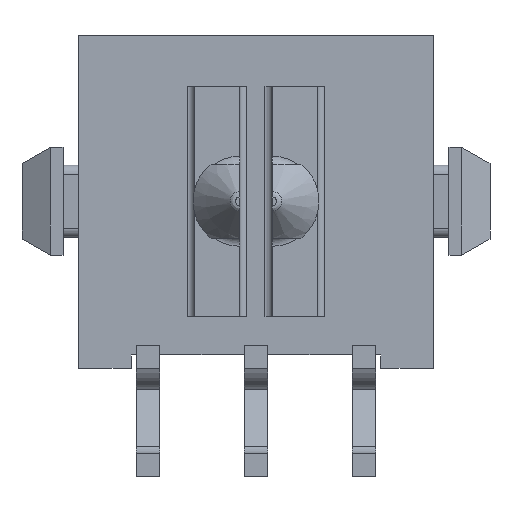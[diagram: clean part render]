
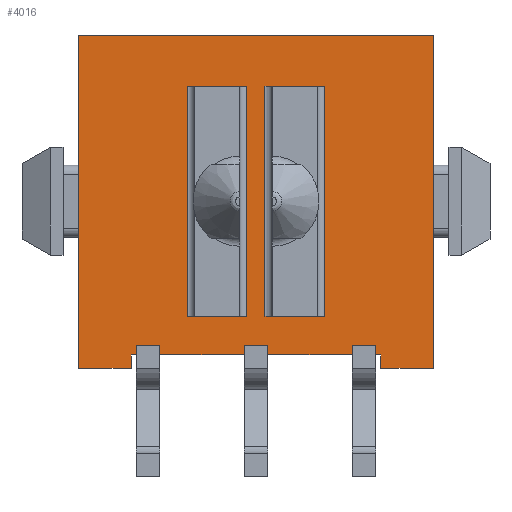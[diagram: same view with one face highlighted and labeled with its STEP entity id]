
A CAD part, front view. The second image highlights one B-rep face of the part: STEP entity #4016.
In plain terms, the highlighted planar face has unit normal (0, -1, 0).
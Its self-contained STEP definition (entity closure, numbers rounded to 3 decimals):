
#142=DIRECTION('',(-1.,0.,0.));
#143=VECTOR('',#142,9.86);
#144=CARTESIAN_POINT('',(4.93,-3.43,0.));
#145=LINE('',#144,#143);
#426=DIRECTION('',(0.,0.,-1.));
#427=VECTOR('',#426,6.4);
#428=CARTESIAN_POINT('',(-1.9,-3.43,-1.4));
#429=LINE('',#428,#427);
#430=DIRECTION('',(0.,0.,1.));
#431=VECTOR('',#430,6.4);
#432=CARTESIAN_POINT('',(-0.25,-3.43,-7.8));
#433=LINE('',#432,#431);
#434=DIRECTION('',(0.,0.,-1.));
#435=VECTOR('',#434,6.4);
#436=CARTESIAN_POINT('',(0.25,-3.43,-1.4));
#437=LINE('',#436,#435);
#438=DIRECTION('',(0.,0.,1.));
#439=VECTOR('',#438,6.4);
#440=CARTESIAN_POINT('',(1.9,-3.43,-7.8));
#441=LINE('',#440,#439);
#442=DIRECTION('',(0.,0.,1.));
#443=VECTOR('',#442,0.045);
#444=CARTESIAN_POINT('',(-2.68,-3.43,-8.87));
#445=LINE('',#444,#443);
#446=DIRECTION('',(-1.,0.,0.));
#447=VECTOR('',#446,0.64);
#448=CARTESIAN_POINT('',(-2.68,-3.43,-8.825));
#449=LINE('',#448,#447);
#450=DIRECTION('',(0.,0.,1.));
#451=VECTOR('',#450,0.045);
#452=CARTESIAN_POINT('',(-3.32,-3.43,-8.87));
#453=LINE('',#452,#451);
#454=DIRECTION('',(1.,0.,0.));
#455=VECTOR('',#454,0.145);
#456=CARTESIAN_POINT('',(-3.465,-3.43,-8.87));
#457=LINE('',#456,#455);
#458=DIRECTION('',(0.,0.,1.));
#459=VECTOR('',#458,0.37);
#460=CARTESIAN_POINT('',(-3.465,-3.43,-9.24));
#461=LINE('',#460,#459);
#462=DIRECTION('',(0.,0.,1.));
#463=VECTOR('',#462,9.24);
#464=CARTESIAN_POINT('',(-4.93,-3.43,-9.24));
#465=LINE('',#464,#463);
#466=DIRECTION('',(0.,0.,-1.));
#467=VECTOR('',#466,9.24);
#468=CARTESIAN_POINT('',(4.93,-3.43,0.));
#469=LINE('',#468,#467);
#470=DIRECTION('',(0.,0.,1.));
#471=VECTOR('',#470,0.37);
#472=CARTESIAN_POINT('',(3.465,-3.43,-9.24));
#473=LINE('',#472,#471);
#474=DIRECTION('',(1.,0.,0.));
#475=VECTOR('',#474,0.145);
#476=CARTESIAN_POINT('',(3.32,-3.43,-8.87));
#477=LINE('',#476,#475);
#478=DIRECTION('',(0.,0.,-1.));
#479=VECTOR('',#478,0.045);
#480=CARTESIAN_POINT('',(3.32,-3.43,-8.825));
#481=LINE('',#480,#479);
#482=DIRECTION('',(-1.,0.,0.));
#483=VECTOR('',#482,0.64);
#484=CARTESIAN_POINT('',(3.32,-3.43,-8.825));
#485=LINE('',#484,#483);
#486=DIRECTION('',(0.,0.,-1.));
#487=VECTOR('',#486,0.045);
#488=CARTESIAN_POINT('',(2.68,-3.43,-8.825));
#489=LINE('',#488,#487);
#490=DIRECTION('',(1.,0.,0.));
#491=VECTOR('',#490,2.36);
#492=CARTESIAN_POINT('',(0.32,-3.43,-8.87));
#493=LINE('',#492,#491);
#494=DIRECTION('',(0.,0.,1.));
#495=VECTOR('',#494,0.045);
#496=CARTESIAN_POINT('',(0.32,-3.43,-8.87));
#497=LINE('',#496,#495);
#498=DIRECTION('',(-1.,0.,0.));
#499=VECTOR('',#498,0.64);
#500=CARTESIAN_POINT('',(0.32,-3.43,-8.825));
#501=LINE('',#500,#499);
#502=DIRECTION('',(0.,0.,1.));
#503=VECTOR('',#502,0.045);
#504=CARTESIAN_POINT('',(-0.32,-3.43,-8.87));
#505=LINE('',#504,#503);
#506=DIRECTION('',(1.,0.,0.));
#507=VECTOR('',#506,2.36);
#508=CARTESIAN_POINT('',(-2.68,-3.43,-8.87));
#509=LINE('',#508,#507);
#520=DIRECTION('',(1.,0.,0.));
#521=VECTOR('',#520,1.65);
#522=CARTESIAN_POINT('',(-1.9,-3.43,-1.4));
#523=LINE('',#522,#521);
#860=DIRECTION('',(-1.,0.,0.));
#861=VECTOR('',#860,1.65);
#862=CARTESIAN_POINT('',(1.9,-3.43,-7.8));
#863=LINE('',#862,#861);
#878=DIRECTION('',(1.,0.,0.));
#879=VECTOR('',#878,1.65);
#880=CARTESIAN_POINT('',(0.25,-3.43,-1.4));
#881=LINE('',#880,#879);
#914=DIRECTION('',(-1.,0.,0.));
#915=VECTOR('',#914,1.65);
#916=CARTESIAN_POINT('',(-0.25,-3.43,-7.8));
#917=LINE('',#916,#915);
#2120=DIRECTION('',(-1.,0.,0.));
#2121=VECTOR('',#2120,1.465);
#2122=CARTESIAN_POINT('',(-3.465,-3.43,-9.24));
#2123=LINE('',#2122,#2121);
#2144=DIRECTION('',(-1.,0.,0.));
#2145=VECTOR('',#2144,1.465);
#2146=CARTESIAN_POINT('',(4.93,-3.43,-9.24));
#2147=LINE('',#2146,#2145);
#2826=CARTESIAN_POINT('',(4.93,-3.43,0.));
#2827=CARTESIAN_POINT('',(-4.93,-3.43,0.));
#2828=VERTEX_POINT('',#2826);
#2829=VERTEX_POINT('',#2827);
#2994=CARTESIAN_POINT('',(-4.93,-3.43,-9.24));
#2996=VERTEX_POINT('',#2994);
#2999=CARTESIAN_POINT('',(4.93,-3.43,-9.24));
#3001=VERTEX_POINT('',#2999);
#3042=CARTESIAN_POINT('',(3.32,-3.43,-8.825));
#3043=CARTESIAN_POINT('',(3.32,-3.43,-8.87));
#3044=VERTEX_POINT('',#3042);
#3045=VERTEX_POINT('',#3043);
#3046=CARTESIAN_POINT('',(2.68,-3.43,-8.825));
#3047=CARTESIAN_POINT('',(2.68,-3.43,-8.87));
#3048=VERTEX_POINT('',#3046);
#3049=VERTEX_POINT('',#3047);
#3230=CARTESIAN_POINT('',(-1.9,-3.43,-1.4));
#3231=CARTESIAN_POINT('',(-1.9,-3.43,-7.8));
#3232=VERTEX_POINT('',#3230);
#3233=VERTEX_POINT('',#3231);
#3238=CARTESIAN_POINT('',(0.25,-3.43,-1.4));
#3239=CARTESIAN_POINT('',(0.25,-3.43,-7.8));
#3240=VERTEX_POINT('',#3238);
#3241=VERTEX_POINT('',#3239);
#3246=CARTESIAN_POINT('',(1.9,-3.43,-7.8));
#3247=CARTESIAN_POINT('',(1.9,-3.43,-1.4));
#3248=VERTEX_POINT('',#3246);
#3249=VERTEX_POINT('',#3247);
#3254=CARTESIAN_POINT('',(-0.25,-3.43,-7.8));
#3255=CARTESIAN_POINT('',(-0.25,-3.43,-1.4));
#3256=VERTEX_POINT('',#3254);
#3257=VERTEX_POINT('',#3255);
#3374=CARTESIAN_POINT('',(-3.465,-3.43,-9.24));
#3375=CARTESIAN_POINT('',(-3.465,-3.43,-8.87));
#3376=VERTEX_POINT('',#3374);
#3377=VERTEX_POINT('',#3375);
#3378=CARTESIAN_POINT('',(3.465,-3.43,-9.24));
#3379=CARTESIAN_POINT('',(3.465,-3.43,-8.87));
#3380=VERTEX_POINT('',#3378);
#3381=VERTEX_POINT('',#3379);
#3622=CARTESIAN_POINT('',(0.32,-3.43,-8.87));
#3623=CARTESIAN_POINT('',(0.32,-3.43,-8.825));
#3624=VERTEX_POINT('',#3622);
#3625=VERTEX_POINT('',#3623);
#3626=CARTESIAN_POINT('',(-0.32,-3.43,-8.87));
#3627=CARTESIAN_POINT('',(-0.32,-3.43,-8.825));
#3628=VERTEX_POINT('',#3626);
#3629=VERTEX_POINT('',#3627);
#3646=CARTESIAN_POINT('',(-2.68,-3.43,-8.87));
#3647=CARTESIAN_POINT('',(-2.68,-3.43,-8.825));
#3648=VERTEX_POINT('',#3646);
#3649=VERTEX_POINT('',#3647);
#3650=CARTESIAN_POINT('',(-3.32,-3.43,-8.87));
#3651=CARTESIAN_POINT('',(-3.32,-3.43,-8.825));
#3652=VERTEX_POINT('',#3650);
#3653=VERTEX_POINT('',#3651);
#3951=CARTESIAN_POINT('',(4.93,-3.43,0.));
#3952=DIRECTION('',(0.,-1.,0.));
#3953=DIRECTION('',(-1.,0.,0.));
#3954=AXIS2_PLACEMENT_3D('',#3951,#3952,#3953);
#3955=PLANE('',#3954);
#3957=ORIENTED_EDGE('',*,*,#3956,.T.);
#3959=ORIENTED_EDGE('',*,*,#3958,.T.);
#3961=ORIENTED_EDGE('',*,*,#3960,.F.);
#3963=ORIENTED_EDGE('',*,*,#3962,.F.);
#3965=ORIENTED_EDGE('',*,*,#3964,.F.);
#3967=ORIENTED_EDGE('',*,*,#3966,.T.);
#3968=ORIENTED_EDGE('',*,*,#3916,.T.);
#3969=ORIENTED_EDGE('',*,*,#3681,.F.);
#3971=ORIENTED_EDGE('',*,*,#3970,.T.);
#3973=ORIENTED_EDGE('',*,*,#3972,.T.);
#3975=ORIENTED_EDGE('',*,*,#3974,.T.);
#3977=ORIENTED_EDGE('',*,*,#3976,.F.);
#3979=ORIENTED_EDGE('',*,*,#3978,.F.);
#3981=ORIENTED_EDGE('',*,*,#3980,.T.);
#3983=ORIENTED_EDGE('',*,*,#3982,.T.);
#3985=ORIENTED_EDGE('',*,*,#3984,.F.);
#3987=ORIENTED_EDGE('',*,*,#3986,.T.);
#3989=ORIENTED_EDGE('',*,*,#3988,.T.);
#3991=ORIENTED_EDGE('',*,*,#3990,.F.);
#3993=ORIENTED_EDGE('',*,*,#3992,.F.);
#3994=EDGE_LOOP('',(#3957,#3959,#3961,#3963,#3965,#3967,#3968,#3969,#3971,#3973,
#3975,#3977,#3979,#3981,#3983,#3985,#3987,#3989,#3991,#3993));
#3995=FACE_OUTER_BOUND('',#3994,.F.);
#3997=ORIENTED_EDGE('',*,*,#3996,.T.);
#3999=ORIENTED_EDGE('',*,*,#3998,.F.);
#4001=ORIENTED_EDGE('',*,*,#4000,.T.);
#4003=ORIENTED_EDGE('',*,*,#4002,.F.);
#4004=EDGE_LOOP('',(#3997,#3999,#4001,#4003));
#4005=FACE_BOUND('',#4004,.F.);
#4007=ORIENTED_EDGE('',*,*,#4006,.T.);
#4009=ORIENTED_EDGE('',*,*,#4008,.F.);
#4011=ORIENTED_EDGE('',*,*,#4010,.T.);
#4013=ORIENTED_EDGE('',*,*,#4012,.F.);
#4014=EDGE_LOOP('',(#4007,#4009,#4011,#4013));
#4015=FACE_BOUND('',#4014,.F.);
#3681=EDGE_CURVE('',#2828,#2829,#145,.T.);
#3916=EDGE_CURVE('',#2996,#2829,#465,.T.);
#3956=EDGE_CURVE('',#3648,#3649,#445,.T.);
#3958=EDGE_CURVE('',#3649,#3653,#449,.T.);
#3960=EDGE_CURVE('',#3652,#3653,#453,.T.);
#3962=EDGE_CURVE('',#3377,#3652,#457,.T.);
#3964=EDGE_CURVE('',#3376,#3377,#461,.T.);
#3966=EDGE_CURVE('',#3376,#2996,#2123,.T.);
#3970=EDGE_CURVE('',#2828,#3001,#469,.T.);
#3972=EDGE_CURVE('',#3001,#3380,#2147,.T.);
#3974=EDGE_CURVE('',#3380,#3381,#473,.T.);
#3976=EDGE_CURVE('',#3045,#3381,#477,.T.);
#3978=EDGE_CURVE('',#3044,#3045,#481,.T.);
#3980=EDGE_CURVE('',#3044,#3048,#485,.T.);
#3982=EDGE_CURVE('',#3048,#3049,#489,.T.);
#3984=EDGE_CURVE('',#3624,#3049,#493,.T.);
#3986=EDGE_CURVE('',#3624,#3625,#497,.T.);
#3988=EDGE_CURVE('',#3625,#3629,#501,.T.);
#3990=EDGE_CURVE('',#3628,#3629,#505,.T.);
#3992=EDGE_CURVE('',#3648,#3628,#509,.T.);
#3996=EDGE_CURVE('',#3240,#3241,#437,.T.);
#3998=EDGE_CURVE('',#3248,#3241,#863,.T.);
#4000=EDGE_CURVE('',#3248,#3249,#441,.T.);
#4002=EDGE_CURVE('',#3240,#3249,#881,.T.);
#4006=EDGE_CURVE('',#3232,#3233,#429,.T.);
#4008=EDGE_CURVE('',#3256,#3233,#917,.T.);
#4010=EDGE_CURVE('',#3256,#3257,#433,.T.);
#4012=EDGE_CURVE('',#3232,#3257,#523,.T.);
#4016=ADVANCED_FACE('',(#3995,#4005,#4015),#3955,.T.);
